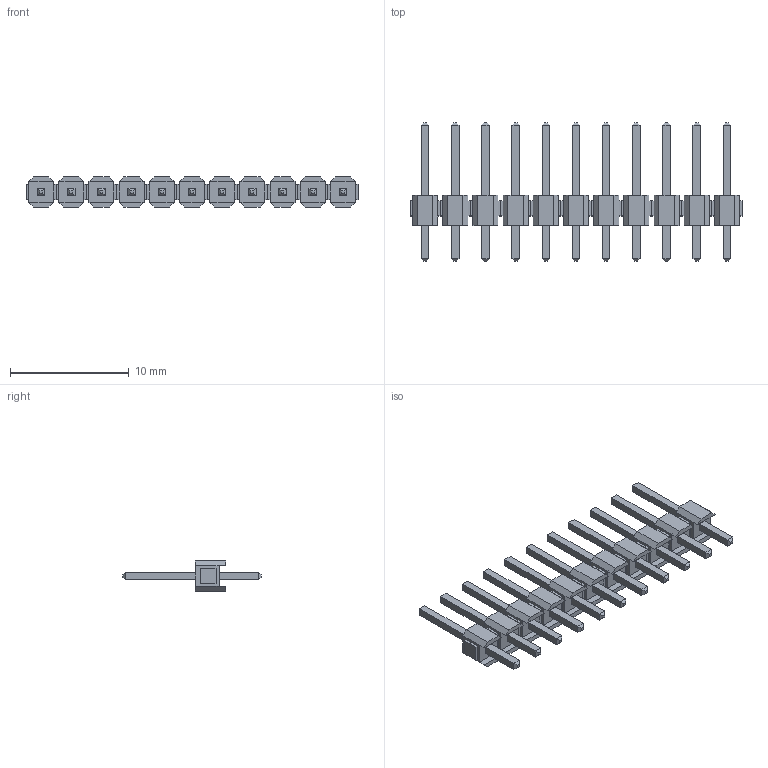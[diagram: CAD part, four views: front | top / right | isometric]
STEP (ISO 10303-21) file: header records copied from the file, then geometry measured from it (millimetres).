
FILE_DESCRIPTION (( 'STEP AP214' ), '1' );
FILE_NAME ('PLS-11.STEP', '2019-06-28T12:34:27', ( '' ), ( '' ), 'SwSTEP 2.0', 'SolidWorks 2018', '' );
FILE_SCHEMA (( 'AUTOMOTIVE_DESIGN' ));
Length unit declared in the file: millimetre
Products named in the file (1): PLS-11
Bounding box: 27.94 x 11.64 x 2.54 mm (x, y, z)
Volume: 169.4 mm3; surface area: 636.6 mm2
Topology: 11 solids, 11 shells, 462 faces, 1056 edges, 660 vertices
Faces by surface type: plane 462
Entity records: 17750 total; most frequent: CARTESIAN_POINT 2179, ORIENTED_EDGE 2112, DIRECTION 1982, EDGE_CURVE 1056, VECTOR 1056, LINE 1056, VERTEX_POINT 660, EDGE_LOOP 506
